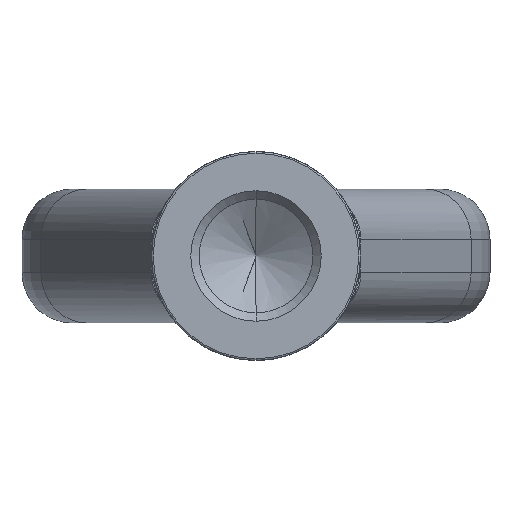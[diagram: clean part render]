
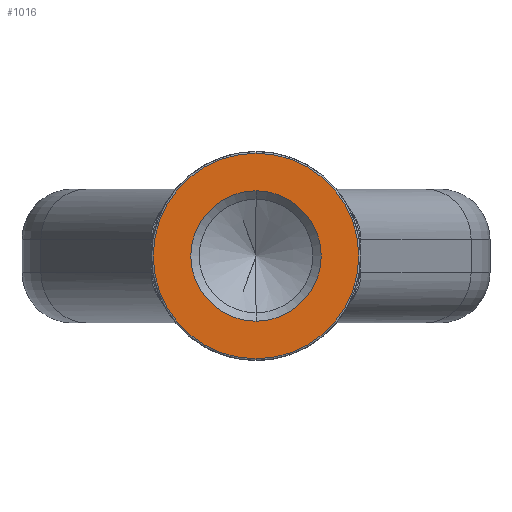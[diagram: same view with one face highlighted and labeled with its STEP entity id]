
A CAD part, front view. The second image highlights one B-rep face of the part: STEP entity #1016.
In plain terms, the highlighted planar face has unit normal (0, -1, 0).
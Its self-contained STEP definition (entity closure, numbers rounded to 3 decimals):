
#359 = DIRECTION ( 'NONE',  ( 0., -1., 0. ) ) ;
#1016 = ADVANCED_FACE ( 'NONE', ( #6052, #3095 ), #18800, .F. ) ;
#1267 = AXIS2_PLACEMENT_3D ( 'NONE', #3464, #359, #4740 ) ;
#1350 = EDGE_CURVE ( 'NONE', #8198, #15134, #7401, .T. ) ;
#2666 = CIRCLE ( 'NONE', #1267, 6.15 ) ;
#2863 = DIRECTION ( 'NONE',  ( 0., 1., 0. ) ) ;
#2901 = CARTESIAN_POINT ( 'NONE',  ( 0., 0., 0. ) ) ;
#3095 = FACE_BOUND ( 'NONE', #8574, .T. ) ;
#3464 = CARTESIAN_POINT ( 'NONE',  ( 0., 0., 0. ) ) ;
#4740 = DIRECTION ( 'NONE',  ( 0., 0., 1. ) ) ;
#5629 = DIRECTION ( 'NONE',  ( 0., 0., 1. ) ) ;
#5739 = ORIENTED_EDGE ( 'NONE', *, *, #1350, .T. ) ;
#6052 = FACE_OUTER_BOUND ( 'NONE', #11811, .T. ) ;
#7207 = AXIS2_PLACEMENT_3D ( 'NONE', #2901, #12961, #5629 ) ;
#7401 = CIRCLE ( 'NONE', #12823, 3.9 ) ;
#7777 = EDGE_CURVE ( 'NONE', #15134, #8198, #11163, .T. ) ;
#7963 = CARTESIAN_POINT ( 'NONE',  ( 0., 0., -3.9 ) ) ;
#8198 = VERTEX_POINT ( 'NONE', #9600 ) ;
#8391 = DIRECTION ( 'NONE',  ( 0., 1., 0. ) ) ;
#8441 = DIRECTION ( 'NONE',  ( 0., 0., 1. ) ) ;
#8574 = EDGE_LOOP ( 'NONE', ( #9227, #5739 ) ) ;
#9227 = ORIENTED_EDGE ( 'NONE', *, *, #7777, .T. ) ;
#9600 = CARTESIAN_POINT ( 'NONE',  ( 0., 0., 3.9 ) ) ;
#9729 = ORIENTED_EDGE ( 'NONE', *, *, #14050, .T. ) ;
#10093 = CARTESIAN_POINT ( 'NONE',  ( 0., 0., 0. ) ) ;
#11163 = CIRCLE ( 'NONE', #16321, 3.9 ) ;
#11311 = DIRECTION ( 'NONE',  ( 0., 1., 0. ) ) ;
#11539 = CARTESIAN_POINT ( 'NONE',  ( 0., 0., 0. ) ) ;
#11745 = ORIENTED_EDGE ( 'NONE', *, *, #16784, .T. ) ;
#11811 = EDGE_LOOP ( 'NONE', ( #9729, #11745 ) ) ;
#12760 = CARTESIAN_POINT ( 'NONE',  ( 0., 0., -6.15 ) ) ;
#12823 = AXIS2_PLACEMENT_3D ( 'NONE', #11539, #2863, #12985 ) ;
#12844 = CARTESIAN_POINT ( 'NONE',  ( 0., 0., 0. ) ) ;
#12961 = DIRECTION ( 'NONE',  ( 0., -1., 0. ) ) ;
#12985 = DIRECTION ( 'NONE',  ( 0., 0., 1. ) ) ;
#13369 = CARTESIAN_POINT ( 'NONE',  ( 0., 0., 6.15 ) ) ;
#14050 = EDGE_CURVE ( 'NONE', #16357, #15756, #2666, .T. ) ;
#14299 = DIRECTION ( 'NONE',  ( 0., 0., 1. ) ) ;
#15134 = VERTEX_POINT ( 'NONE', #7963 ) ;
#15756 = VERTEX_POINT ( 'NONE', #12760 ) ;
#16321 = AXIS2_PLACEMENT_3D ( 'NONE', #12844, #8391, #14299 ) ;
#16357 = VERTEX_POINT ( 'NONE', #13369 ) ;
#16784 = EDGE_CURVE ( 'NONE', #15756, #16357, #17857, .T. ) ;
#17853 = AXIS2_PLACEMENT_3D ( 'NONE', #10093, #11311, #8441 ) ;
#17857 = CIRCLE ( 'NONE', #7207, 6.15 ) ;
#18800 = PLANE ( 'NONE',  #17853 ) ;
